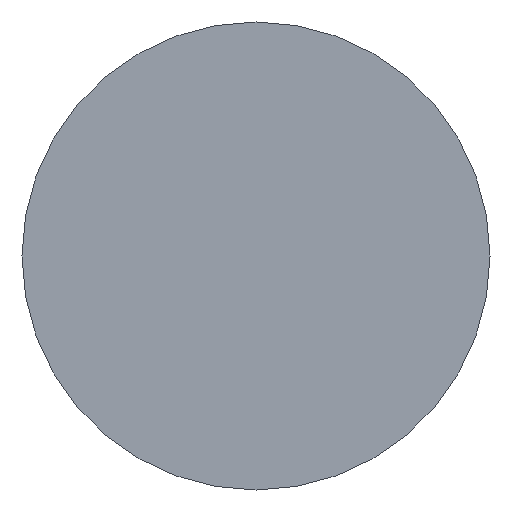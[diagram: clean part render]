
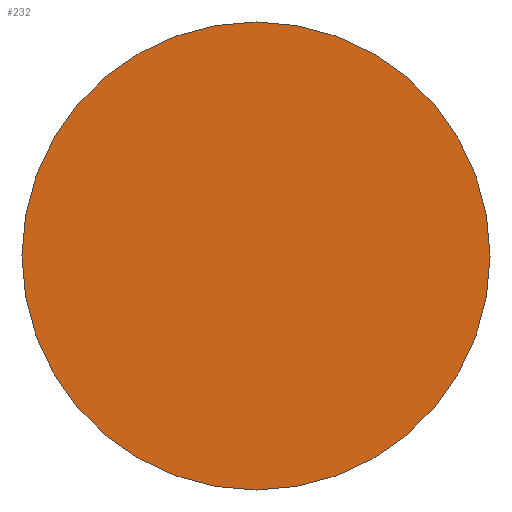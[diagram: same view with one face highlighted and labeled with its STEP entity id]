
A CAD part, front view. The second image highlights one B-rep face of the part: STEP entity #232.
In plain terms, the highlighted planar face has unit normal (0, -1, 0).
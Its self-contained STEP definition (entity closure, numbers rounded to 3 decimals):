
#3 = ORIENTED_EDGE ( 'NONE', *, *, #9, .T. ) ;
#9 = EDGE_CURVE ( 'NONE', #24, #60, #250, .T. ) ;
#10 = ORIENTED_EDGE ( 'NONE', *, *, #254, .T. ) ;
#16 = DIRECTION ( 'NONE',  ( 0., 0., 1. ) ) ;
#24 = VERTEX_POINT ( 'NONE', #85 ) ;
#33 = DIRECTION ( 'NONE',  ( 0., -1., 0. ) ) ;
#37 = AXIS2_PLACEMENT_3D ( 'NONE', #69, #33, #149 ) ;
#46 = EDGE_LOOP ( 'NONE', ( #10, #3 ) ) ;
#60 = VERTEX_POINT ( 'NONE', #213 ) ;
#62 = AXIS2_PLACEMENT_3D ( 'NONE', #181, #180, #153 ) ;
#69 = CARTESIAN_POINT ( 'NONE',  ( 0., -23.5, 0. ) ) ;
#71 = PLANE ( 'NONE',  #276 ) ;
#83 = CARTESIAN_POINT ( 'NONE',  ( 0., -23.5, 0. ) ) ;
#85 = CARTESIAN_POINT ( 'NONE',  ( 0., -23.5, 10.45 ) ) ;
#98 = DIRECTION ( 'NONE',  ( 0., 1., 0. ) ) ;
#115 = FACE_OUTER_BOUND ( 'NONE', #46, .T. ) ;
#149 = DIRECTION ( 'NONE',  ( 0., 0., -1. ) ) ;
#153 = DIRECTION ( 'NONE',  ( 0., 0., -1. ) ) ;
#180 = DIRECTION ( 'NONE',  ( 0., -1., 0. ) ) ;
#181 = CARTESIAN_POINT ( 'NONE',  ( 0., -23.5, 0. ) ) ;
#213 = CARTESIAN_POINT ( 'NONE',  ( 0., -23.5, -10.45 ) ) ;
#232 = ADVANCED_FACE ( 'NONE', ( #115 ), #71, .F. ) ;
#250 = CIRCLE ( 'NONE', #37, 10.45 ) ;
#254 = EDGE_CURVE ( 'NONE', #60, #24, #275, .T. ) ;
#275 = CIRCLE ( 'NONE', #62, 10.45 ) ;
#276 = AXIS2_PLACEMENT_3D ( 'NONE', #83, #98, #16 ) ;
